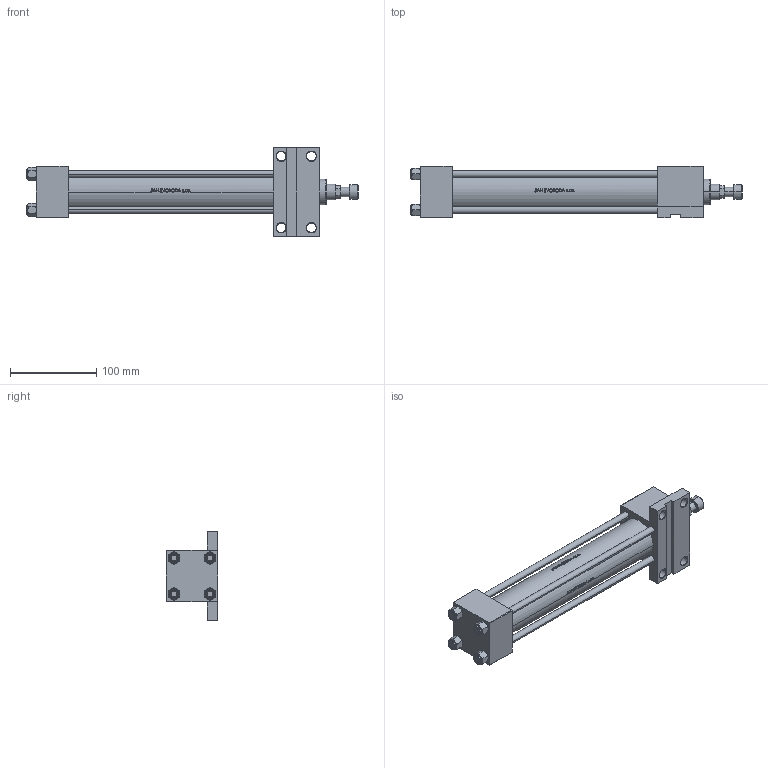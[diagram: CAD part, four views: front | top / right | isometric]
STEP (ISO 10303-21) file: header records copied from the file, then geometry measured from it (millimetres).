
FILE_DESCRIPTION (( 'STEP AP203' ), '1' );
FILE_NAME ('742d.STEP', '2022-04-15T10:22:03', ( '' ), ( '' ), 'SwSTEP 2.0', 'SolidWorks 2019', '' );
FILE_SCHEMA (( 'CONFIG_CONTROL_DESIGN' ));
Length unit declared in the file: millimetre
Products named in the file (7): V215_VC_A 8bd6323cb8ff021c401f8d9e882b6b1e; V215CR_VCP_F 8bd6323cb8ff021c401f8d9e882b6b1e; 742d; V215CR_F_TYCINKA 8bd6323cb8ff021c401f8d9e882b6b1e; NUT_M5_F 8bd6323cb8ff021c401f8d9e882b6b1e; V215CR_F_Body 8bd6323cb8ff021c401f8d9e882b6b1e; V215CR_ROD_END_F 8bd6323cb8ff021c401f8d9e882b6b1e
Assembly tree (12 placements, depth 2):
  742d
    V215CR_F_Body 8bd6323cb8ff021c401f8d9e882b6b1e
    V215CR_VCP_F 8bd6323cb8ff021c401f8d9e882b6b1e
    V215CR_F_TYCINKA 8bd6323cb8ff021c401f8d9e882b6b1e  x4
    NUT_M5_F 8bd6323cb8ff021c401f8d9e882b6b1e  x4
    V215_VC_A 8bd6323cb8ff021c401f8d9e882b6b1e
    V215CR_ROD_END_F 8bd6323cb8ff021c401f8d9e882b6b1e
Bounding box: 385 x 60 x 103 mm (x, y, z)
Volume: 581103.9 mm3; surface area: 190054.5 mm2
Topology: 12 solids, 12 shells, 1125 faces, 2831 edges, 1815 vertices
Faces by surface type: plane 441, bspline 380, cone 152, cylinder 140, torus 12
Entity records: 48570 total; most frequent: CARTESIAN_POINT 26045, ORIENTED_EDGE 5154, DIRECTION 3239, EDGE_CURVE 2577, VERTEX_POINT 1671, VECTOR 1325, LINE 1325, EDGE_LOOP 1110
